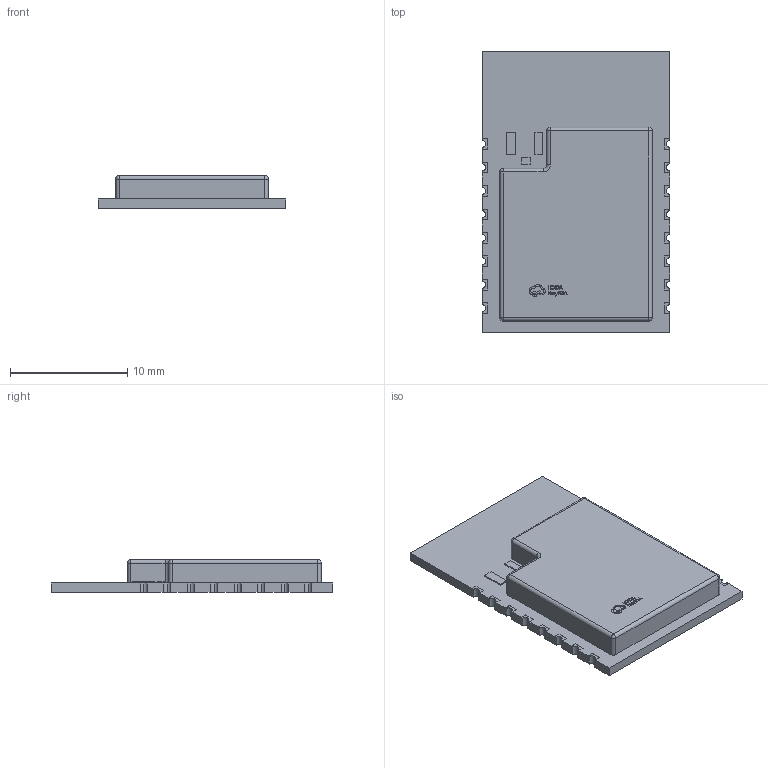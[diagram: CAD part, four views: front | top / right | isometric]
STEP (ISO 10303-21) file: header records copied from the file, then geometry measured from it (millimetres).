
FILE_DESCRIPTION (( 'STEP AP214' ), '1' );
FILE_NAME ('WIFI-SMD_BW15.step', '2022-07-15T04:50:27', ( '' ), ( '' ), 'SwSTEP 2.0', 'SolidWorks 2020', '' );
FILE_SCHEMA (( 'AUTOMOTIVE_DESIGN' ));
Length unit declared in the file: millimetre
Products named in the file (1): WIFI-SMD_BW15
Bounding box: 16 x 24 x 2.81 mm (x, y, z)
Volume: 705.6 mm3; surface area: 955 mm2
Topology: 30 solids, 30 shells, 576 faces, 1503 edges, 993 vertices
Faces by surface type: plane 398, bspline 112, cylinder 60, sphere 5, torus 1
Entity records: 25314 total; most frequent: CARTESIAN_POINT 5172, ORIENTED_EDGE 2996, DIRECTION 2321, EDGE_CURVE 1498, LINE 1149, VECTOR 1149, VERTEX_POINT 993, UNCERTAINTY_MEASURE_WITH_UNIT 608
